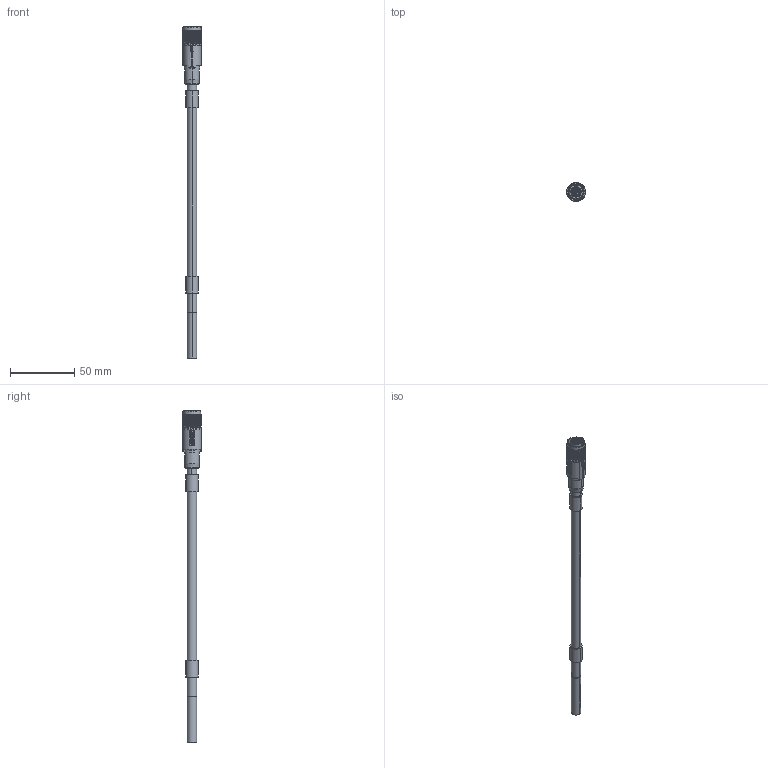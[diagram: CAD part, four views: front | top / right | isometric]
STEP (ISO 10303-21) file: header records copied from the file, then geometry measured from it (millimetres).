
FILE_DESCRIPTION((''),'2;1');
FILE_NAME('ILC27742405','2025-01-23T07:51:21',('BCoats'),(''),'CREO PARAMETRIC BY PTC INC, 2021164','CREO PARAMETRIC BY PTC INC, 2021164','');
FILE_SCHEMA(('AUTOMOTIVE_DESIGN { 1 0 10303 214 1 1 1 1 }'));
Length unit declared in the file: millimetre
Products named in the file (1): ILC27742405
Bounding box: 15 x 15.01 x 258.2 mm (x, y, z)
Volume: 15490.5 mm3; surface area: 8435.4 mm2
Topology: 1 solids, 1 shells, 793 faces, 2028 edges, 1315 vertices
Faces by surface type: plane 479, cylinder 185, extrusion 64, torus 30, bspline 26, cone 7, sphere 2
Entity records: 26871 total; most frequent: CARTESIAN_POINT 7747, ORIENTED_EDGE 4052, DIRECTION 3706, EDGE_CURVE 2026, VECTOR 1321, VERTEX_POINT 1315, LINE 1257, AXIS2_PLACEMENT_3D 1191
